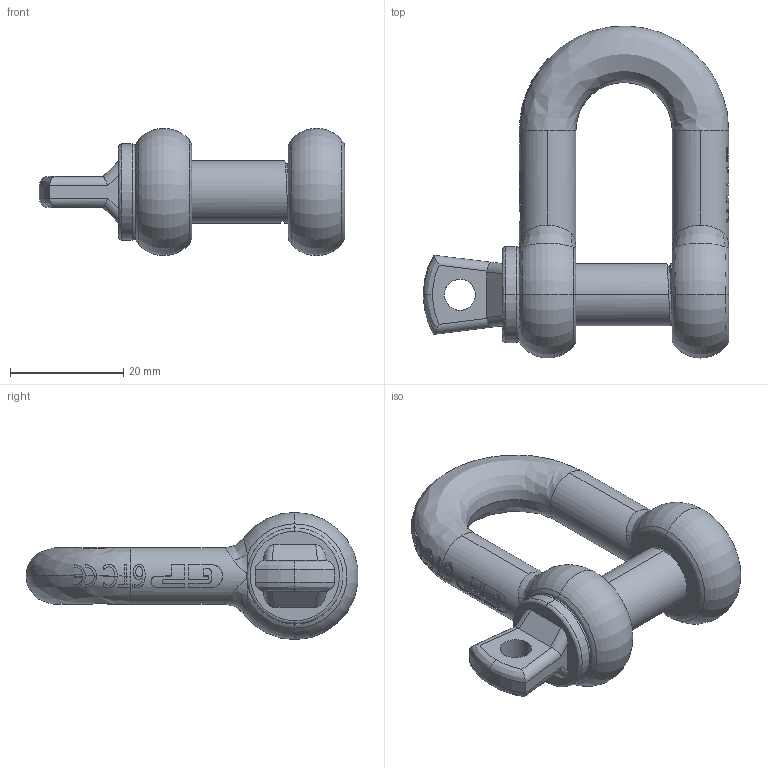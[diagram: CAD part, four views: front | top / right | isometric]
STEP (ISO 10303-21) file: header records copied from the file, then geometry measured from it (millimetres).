
FILE_DESCRIPTION(('STEP AP214'),'1');
FILE_NAME('gpgdbb10.stp','2017-04-07T04:15:16',('TraceParts'),('TraceParts S.A.'),'Spatial InterOp 3D',' ',' ');
FILE_SCHEMA(('automotive_design'));
Length unit declared in the file: millimetre
Products named in the file (2): gpgdbb10_1; gpgdbb10_2
Bounding box: 54 x 58.66 x 22.5 mm (x, y, z)
Volume: 16229.9 mm3; surface area: 7869.7 mm2
Topology: 2 solids, 2 shells, 273 faces, 779 edges, 508 vertices
Faces by surface type: plane 98, bspline 92, cylinder 71, torus 8, cone 4
Entity records: 17926 total; most frequent: CARTESIAN_POINT 11734, ORIENTED_EDGE 1532, DIRECTION 926, EDGE_CURVE 766, VERTEX_POINT 508, AXIS2_PLACEMENT_3D 325, B_SPLINE_CURVE_WITH_KNOTS 312, EDGE_LOOP 290
